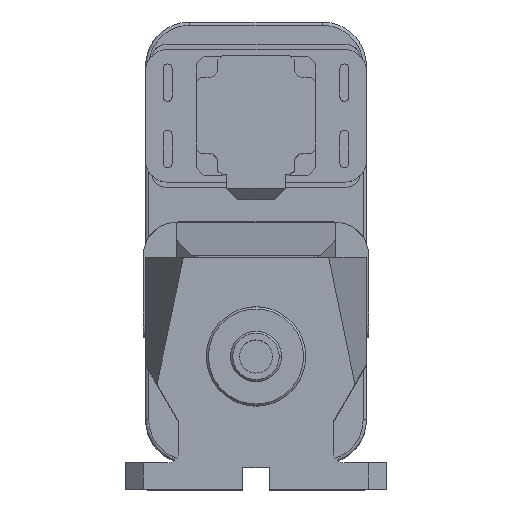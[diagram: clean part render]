
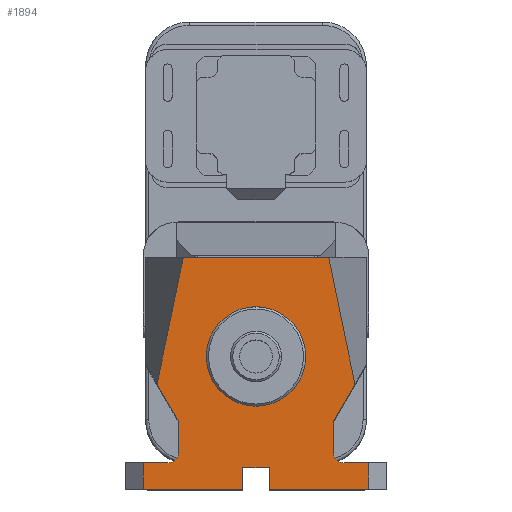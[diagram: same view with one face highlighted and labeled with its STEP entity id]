
A CAD part, top view. The second image highlights one B-rep face of the part: STEP entity #1894.
In plain terms, the highlighted planar face has unit normal (0, 0, 1).
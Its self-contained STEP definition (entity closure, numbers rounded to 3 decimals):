
#1490 = VERTEX_POINT ( 'NONE', #11076 ) ;
#1516 = ORIENTED_EDGE ( 'NONE', *, *, #7095, .T. ) ;
#1517 = ORIENTED_EDGE ( 'NONE', *, *, #1676, .T. ) ;
#1583 = EDGE_CURVE ( 'NONE', #1584, #1490, #10986, .T. ) ;
#1584 = VERTEX_POINT ( 'NONE', #10982 ) ;
#1595 = VERTEX_POINT ( 'NONE', #10960 ) ;
#1632 = EDGE_CURVE ( 'NONE', #1595, #1584, #7390, .T. ) ;
#1641 = VERTEX_POINT ( 'NONE', #7433 ) ;
#1676 = EDGE_CURVE ( 'NONE', #7009, #1641, #7501, .T. ) ;
#1681 = VERTEX_POINT ( 'NONE', #7486 ) ;
#1707 = ORIENTED_EDGE ( 'NONE', *, *, #6944, .T. ) ;
#1714 = ORIENTED_EDGE ( 'NONE', *, *, #1716, .F. ) ;
#1716 = EDGE_CURVE ( 'NONE', #1796, #1641, #7559, .T. ) ;
#1747 = ORIENTED_EDGE ( 'NONE', *, *, #1749, .T. ) ;
#1749 = EDGE_CURVE ( 'NONE', #1752, #1835, #7580, .T. ) ;
#1752 = VERTEX_POINT ( 'NONE', #7576 ) ;
#1755 = ORIENTED_EDGE ( 'NONE', *, *, #7038, .T. ) ;
#1761 = EDGE_CURVE ( 'NONE', #1681, #6959, #7636, .T. ) ;
#1766 = ORIENTED_EDGE ( 'NONE', *, *, #7001, .T. ) ;
#1777 = ORIENTED_EDGE ( 'NONE', *, *, #1891, .T. ) ;
#1793 = ORIENTED_EDGE ( 'NONE', *, *, #1632, .T. ) ;
#1795 = ORIENTED_EDGE ( 'NONE', *, *, #1583, .T. ) ;
#1796 = VERTEX_POINT ( 'NONE', #7654 ) ;
#1799 = ORIENTED_EDGE ( 'NONE', *, *, #1877, .F. ) ;
#1819 = EDGE_CURVE ( 'NONE', #1835, #1681, #7676, .T. ) ;
#1820 = ORIENTED_EDGE ( 'NONE', *, *, #1761, .T. ) ;
#1821 = ORIENTED_EDGE ( 'NONE', *, *, #7060, .T. ) ;
#1826 = ORIENTED_EDGE ( 'NONE', *, *, #7101, .T. ) ;
#1833 = ORIENTED_EDGE ( 'NONE', *, *, #7042, .T. ) ;
#1835 = VERTEX_POINT ( 'NONE', #7716 ) ;
#1837 = ORIENTED_EDGE ( 'NONE', *, *, #1819, .T. ) ;
#1873 = ORIENTED_EDGE ( 'NONE', *, *, #6874, .T. ) ;
#1874 = ORIENTED_EDGE ( 'NONE', *, *, #6852, .T. ) ;
#1877 = EDGE_CURVE ( 'NONE', #1595, #1796, #7783, .T. ) ;
#1891 = EDGE_CURVE ( 'NONE', #1490, #1752, #7817, .T. ) ;
#1894 = ADVANCED_FACE ( 'NONE', ( #7807 ), #7806, .T. ) ;
#1895 = EDGE_LOOP ( 'NONE', ( #1747, #1837, #1820, #1821, #1707, #1755, #1833, #1873, #1874, #1766, #1826, #1516, #1517, #1714, #1799, #1793, #1795, #1777 ) ) ;
#6850 = VERTEX_POINT ( 'NONE', #10000 ) ;
#6852 = EDGE_CURVE ( 'NONE', #7010, #6850, #9999, .T. ) ;
#6874 = EDGE_CURVE ( 'NONE', #7040, #7010, #10033, .T. ) ;
#6894 = VERTEX_POINT ( 'NONE', #10013 ) ;
#6944 = EDGE_CURVE ( 'NONE', #7058, #6894, #10126, .T. ) ;
#6959 = VERTEX_POINT ( 'NONE', #10168 ) ;
#6999 = VERTEX_POINT ( 'NONE', #10197 ) ;
#7001 = EDGE_CURVE ( 'NONE', #6850, #6999, #10196, .T. ) ;
#7009 = VERTEX_POINT ( 'NONE', #10181 ) ;
#7010 = VERTEX_POINT ( 'NONE', #10180 ) ;
#7036 = VERTEX_POINT ( 'NONE', #10217 ) ;
#7038 = EDGE_CURVE ( 'NONE', #6894, #7036, #10216, .T. ) ;
#7040 = VERTEX_POINT ( 'NONE', #10212 ) ;
#7042 = EDGE_CURVE ( 'NONE', #7036, #7040, #10211, .T. ) ;
#7058 = VERTEX_POINT ( 'NONE', #10257 ) ;
#7060 = EDGE_CURVE ( 'NONE', #6959, #7058, #10256, .T. ) ;
#7087 = VERTEX_POINT ( 'NONE', #10282 ) ;
#7095 = EDGE_CURVE ( 'NONE', #7087, #7009, #10330, .T. ) ;
#7101 = EDGE_CURVE ( 'NONE', #6999, #7087, #10322, .T. ) ;
#7387 = DIRECTION ( 'NONE',  ( -0.202, 0.979, 0. ) ) ;
#7388 = VECTOR ( 'NONE', #7387, 1000. ) ;
#7389 = CARTESIAN_POINT ( 'NONE',  ( 44.78, -11.942, 290. ) ) ;
#7390 = LINE ( 'NONE', #7389, #7388 ) ;
#7433 = CARTESIAN_POINT ( 'NONE',  ( 35., -42.5, 290. ) ) ;
#7486 = CARTESIAN_POINT ( 'NONE',  ( -35., -42.5, 290. ) ) ;
#7497 = DIRECTION ( 'NONE',  ( -1., 0., 0. ) ) ;
#7498 = DIRECTION ( 'NONE',  ( 0., 0., -1. ) ) ;
#7499 = CARTESIAN_POINT ( 'NONE',  ( 40., -42.5, 290. ) ) ;
#7500 = AXIS2_PLACEMENT_3D ( 'NONE', #7499, #7498, #7497 ) ;
#7501 = CIRCLE ( 'NONE', #7500, 5. ) ;
#7556 = DIRECTION ( 'NONE',  ( 0., -1., 0. ) ) ;
#7557 = VECTOR ( 'NONE', #7556, 1000. ) ;
#7558 = CARTESIAN_POINT ( 'NONE',  ( 35., -28.881, 290. ) ) ;
#7559 = LINE ( 'NONE', #7558, #7557 ) ;
#7576 = CARTESIAN_POINT ( 'NONE',  ( -44.78, -11.942, 290. ) ) ;
#7577 = DIRECTION ( 'NONE',  ( 0.5, -0.866, 0. ) ) ;
#7578 = VECTOR ( 'NONE', #7577, 1000. ) ;
#7579 = CARTESIAN_POINT ( 'NONE',  ( -35., -28.881, 290. ) ) ;
#7580 = LINE ( 'NONE', #7579, #7578 ) ;
#7632 = DIRECTION ( 'NONE',  ( -1., 0., 0. ) ) ;
#7633 = DIRECTION ( 'NONE',  ( 0., 0., -1. ) ) ;
#7634 = CARTESIAN_POINT ( 'NONE',  ( -40., -42.5, 290. ) ) ;
#7635 = AXIS2_PLACEMENT_3D ( 'NONE', #7634, #7633, #7632 ) ;
#7636 = CIRCLE ( 'NONE', #7635, 5. ) ;
#7654 = CARTESIAN_POINT ( 'NONE',  ( 35., -28.881, 290. ) ) ;
#7673 = DIRECTION ( 'NONE',  ( 0., -1., 0. ) ) ;
#7674 = VECTOR ( 'NONE', #7673, 1000. ) ;
#7675 = CARTESIAN_POINT ( 'NONE',  ( -35., -28.881, 290. ) ) ;
#7676 = LINE ( 'NONE', #7675, #7674 ) ;
#7716 = CARTESIAN_POINT ( 'NONE',  ( -35., -28.881, 290. ) ) ;
#7780 = DIRECTION ( 'NONE',  ( -0.5, -0.866, 0. ) ) ;
#7781 = VECTOR ( 'NONE', #7780, 1000. ) ;
#7782 = CARTESIAN_POINT ( 'NONE',  ( 35., -28.881, 290. ) ) ;
#7783 = LINE ( 'NONE', #7782, #7781 ) ;
#7802 = DIRECTION ( 'NONE',  ( 1., 0., 0. ) ) ;
#7803 = DIRECTION ( 'NONE',  ( 0., 0., 1. ) ) ;
#7804 = CARTESIAN_POINT ( 'NONE',  ( -40., -47.5, 290. ) ) ;
#7805 = AXIS2_PLACEMENT_3D ( 'NONE', #7804, #7803, #7802 ) ;
#7806 = PLANE ( 'NONE',  #7805 ) ;
#7807 = FACE_OUTER_BOUND ( 'NONE', #1895, .T. ) ;
#7814 = DIRECTION ( 'NONE',  ( -0.202, -0.979, 0. ) ) ;
#7815 = VECTOR ( 'NONE', #7814, 1000. ) ;
#7816 = CARTESIAN_POINT ( 'NONE',  ( -32.912, 45.5, 290. ) ) ;
#7817 = LINE ( 'NONE', #7816, #7815 ) ;
#9996 = DIRECTION ( 'NONE',  ( 0., -1., 0. ) ) ;
#9997 = VECTOR ( 'NONE', #9996, 1000. ) ;
#9998 = CARTESIAN_POINT ( 'NONE',  ( 6., -47.5, 290. ) ) ;
#9999 = LINE ( 'NONE', #9998, #9997 ) ;
#10000 = CARTESIAN_POINT ( 'NONE',  ( 6., -59.5, 290. ) ) ;
#10013 = CARTESIAN_POINT ( 'NONE',  ( -51., -59.5, 290. ) ) ;
#10030 = DIRECTION ( 'NONE',  ( 1., 0., 0. ) ) ;
#10031 = VECTOR ( 'NONE', #10030, 1000. ) ;
#10032 = CARTESIAN_POINT ( 'NONE',  ( -40., -49.5, 290. ) ) ;
#10033 = LINE ( 'NONE', #10032, #10031 ) ;
#10123 = DIRECTION ( 'NONE',  ( 0., -1., 0. ) ) ;
#10124 = VECTOR ( 'NONE', #10123, 1000. ) ;
#10125 = CARTESIAN_POINT ( 'NONE',  ( -51., -47.5, 290. ) ) ;
#10126 = LINE ( 'NONE', #10125, #10124 ) ;
#10168 = CARTESIAN_POINT ( 'NONE',  ( -40., -47.5, 290. ) ) ;
#10180 = CARTESIAN_POINT ( 'NONE',  ( 6., -49.5, 290. ) ) ;
#10181 = CARTESIAN_POINT ( 'NONE',  ( 40., -47.5, 290. ) ) ;
#10193 = DIRECTION ( 'NONE',  ( 1., 0., 0. ) ) ;
#10194 = VECTOR ( 'NONE', #10193, 1000. ) ;
#10195 = CARTESIAN_POINT ( 'NONE',  ( -40., -59.5, 290. ) ) ;
#10196 = LINE ( 'NONE', #10195, #10194 ) ;
#10197 = CARTESIAN_POINT ( 'NONE',  ( 51., -59.5, 290. ) ) ;
#10208 = DIRECTION ( 'NONE',  ( 0., 1., 0. ) ) ;
#10209 = VECTOR ( 'NONE', #10208, 1000. ) ;
#10210 = CARTESIAN_POINT ( 'NONE',  ( -6., -47.5, 290. ) ) ;
#10211 = LINE ( 'NONE', #10210, #10209 ) ;
#10212 = CARTESIAN_POINT ( 'NONE',  ( -6., -49.5, 290. ) ) ;
#10213 = DIRECTION ( 'NONE',  ( 1., 0., 0. ) ) ;
#10214 = VECTOR ( 'NONE', #10213, 1000. ) ;
#10215 = CARTESIAN_POINT ( 'NONE',  ( -40., -59.5, 290. ) ) ;
#10216 = LINE ( 'NONE', #10215, #10214 ) ;
#10217 = CARTESIAN_POINT ( 'NONE',  ( -6., -59.5, 290. ) ) ;
#10253 = DIRECTION ( 'NONE',  ( -1., 0., 0. ) ) ;
#10254 = VECTOR ( 'NONE', #10253, 1000. ) ;
#10255 = CARTESIAN_POINT ( 'NONE',  ( -40., -47.5, 290. ) ) ;
#10256 = LINE ( 'NONE', #10255, #10254 ) ;
#10257 = CARTESIAN_POINT ( 'NONE',  ( -51., -47.5, 290. ) ) ;
#10282 = CARTESIAN_POINT ( 'NONE',  ( 51., -47.5, 290. ) ) ;
#10319 = DIRECTION ( 'NONE',  ( 0., 1., 0. ) ) ;
#10320 = VECTOR ( 'NONE', #10319, 1000. ) ;
#10321 = CARTESIAN_POINT ( 'NONE',  ( 51., -47.5, 290. ) ) ;
#10322 = LINE ( 'NONE', #10321, #10320 ) ;
#10327 = DIRECTION ( 'NONE',  ( -1., 0., 0. ) ) ;
#10328 = VECTOR ( 'NONE', #10327, 1000. ) ;
#10329 = CARTESIAN_POINT ( 'NONE',  ( -40., -47.5, 290. ) ) ;
#10330 = LINE ( 'NONE', #10329, #10328 ) ;
#10960 = CARTESIAN_POINT ( 'NONE',  ( 44.78, -11.942, 290. ) ) ;
#10982 = CARTESIAN_POINT ( 'NONE',  ( 32.912, 45.5, 290. ) ) ;
#10983 = DIRECTION ( 'NONE',  ( -1., 0., 0. ) ) ;
#10984 = VECTOR ( 'NONE', #10983, 1000. ) ;
#10985 = CARTESIAN_POINT ( 'NONE',  ( -40., 45.5, 290. ) ) ;
#10986 = LINE ( 'NONE', #10985, #10984 ) ;
#11076 = CARTESIAN_POINT ( 'NONE',  ( -32.912, 45.5, 290. ) ) ;
